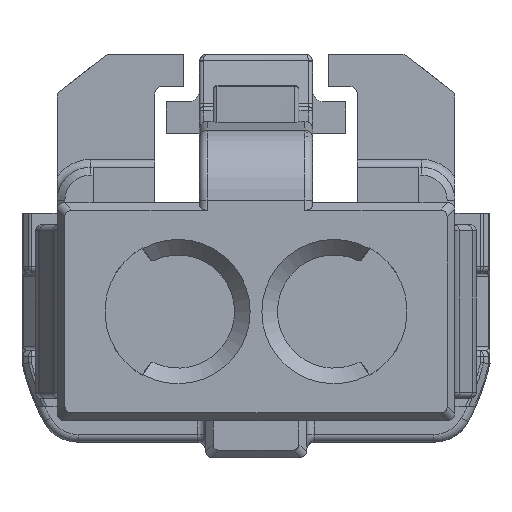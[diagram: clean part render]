
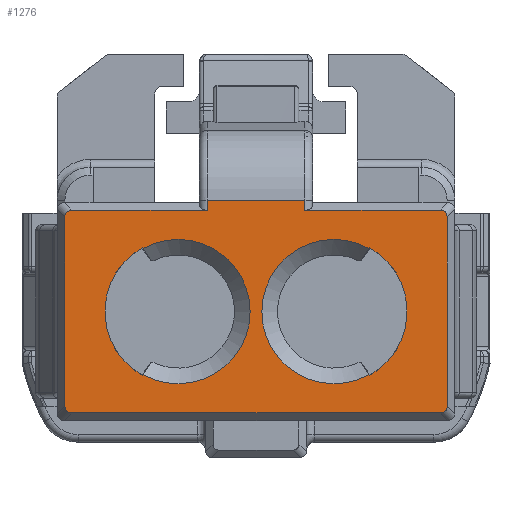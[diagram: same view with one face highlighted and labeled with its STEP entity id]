
A CAD part, front view. The second image highlights one B-rep face of the part: STEP entity #1276.
In plain terms, the highlighted planar face has unit normal (0, -1, 0).
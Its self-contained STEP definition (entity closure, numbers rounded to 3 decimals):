
#153=FACE_BOUND('',#2828,.T.);
#154=FACE_BOUND('',#2829,.T.);
#155=FACE_BOUND('',#2830,.T.);
#442=ELLIPSE('',#11057,0.258,0.2);
#443=ELLIPSE('',#11058,0.258,0.2);
#444=ELLIPSE('',#11059,0.258,0.2);
#445=ELLIPSE('',#11060,0.258,0.2);
#726=CIRCLE('',#10906,1.875);
#728=CIRCLE('',#10911,1.875);
#793=CIRCLE('',#11055,1.85);
#794=CIRCLE('',#11056,1.85);
#1276=ADVANCED_FACE('',(#153,#154,#155),#1908,.T.);
#1908=PLANE('',#11061);
#2828=EDGE_LOOP('',(#3895,#3896,#3897,#3898));
#2829=EDGE_LOOP('',(#3899,#3900,#3901,#3902));
#2830=EDGE_LOOP('',(#3903,#3904,#3905,#3906,#3907,#3908,#3909,#3910,#3911,
#3912,#3913,#3914));
#3895=ORIENTED_EDGE('',*,*,#7639,.F.);
#3896=ORIENTED_EDGE('',*,*,#7973,.F.);
#3897=ORIENTED_EDGE('',*,*,#7642,.F.);
#3898=ORIENTED_EDGE('',*,*,#7622,.T.);
#3899=ORIENTED_EDGE('',*,*,#7631,.F.);
#3900=ORIENTED_EDGE('',*,*,#7974,.F.);
#3901=ORIENTED_EDGE('',*,*,#7634,.F.);
#3902=ORIENTED_EDGE('',*,*,#7626,.T.);
#3903=ORIENTED_EDGE('',*,*,#7975,.T.);
#3904=ORIENTED_EDGE('',*,*,#7976,.T.);
#3905=ORIENTED_EDGE('',*,*,#7977,.T.);
#3906=ORIENTED_EDGE('',*,*,#7978,.T.);
#3907=ORIENTED_EDGE('',*,*,#7979,.T.);
#3908=ORIENTED_EDGE('',*,*,#7980,.T.);
#3909=ORIENTED_EDGE('',*,*,#7981,.T.);
#3910=ORIENTED_EDGE('',*,*,#7982,.T.);
#3911=ORIENTED_EDGE('',*,*,#7983,.T.);
#3912=ORIENTED_EDGE('',*,*,#7984,.T.);
#3913=ORIENTED_EDGE('',*,*,#7985,.T.);
#3914=ORIENTED_EDGE('',*,*,#7986,.T.);
#6642=VERTEX_POINT('',#15365);
#6644=VERTEX_POINT('',#15370);
#6669=VERTEX_POINT('',#15428);
#6670=VERTEX_POINT('',#15430);
#6673=VERTEX_POINT('',#15437);
#6674=VERTEX_POINT('',#15439);
#6677=VERTEX_POINT('',#15452);
#6680=VERTEX_POINT('',#15460);
#6683=VERTEX_POINT('',#15476);
#6686=VERTEX_POINT('',#15484);
#6966=VERTEX_POINT('',#16455);
#6967=VERTEX_POINT('',#16458);
#6968=VERTEX_POINT('',#16460);
#6969=VERTEX_POINT('',#16462);
#6970=VERTEX_POINT('',#16464);
#6971=VERTEX_POINT('',#16466);
#6972=VERTEX_POINT('',#16468);
#6973=VERTEX_POINT('',#16470);
#6974=VERTEX_POINT('',#16472);
#6975=VERTEX_POINT('',#16474);
#7622=EDGE_CURVE('',#6670,#6669,#726,.T.);
#7626=EDGE_CURVE('',#6674,#6673,#728,.T.);
#7631=EDGE_CURVE('',#6677,#6673,#9197,.T.);
#7634=EDGE_CURVE('',#6674,#6680,#9200,.T.);
#7639=EDGE_CURVE('',#6683,#6669,#9203,.T.);
#7642=EDGE_CURVE('',#6670,#6686,#9206,.T.);
#7973=EDGE_CURVE('',#6686,#6683,#793,.T.);
#7974=EDGE_CURVE('',#6680,#6677,#794,.T.);
#7975=EDGE_CURVE('',#6966,#6642,#9401,.T.);
#7976=EDGE_CURVE('',#6642,#6644,#9402,.T.);
#7977=EDGE_CURVE('',#6644,#6967,#9403,.T.);
#7978=EDGE_CURVE('',#6967,#6968,#9404,.T.);
#7979=EDGE_CURVE('',#6968,#6969,#442,.T.);
#7980=EDGE_CURVE('',#6969,#6970,#9405,.T.);
#7981=EDGE_CURVE('',#6970,#6971,#443,.T.);
#7982=EDGE_CURVE('',#6971,#6972,#9406,.T.);
#7983=EDGE_CURVE('',#6972,#6973,#444,.T.);
#7984=EDGE_CURVE('',#6973,#6974,#9407,.T.);
#7985=EDGE_CURVE('',#6974,#6975,#445,.T.);
#7986=EDGE_CURVE('',#6975,#6966,#9408,.T.);
#9197=LINE('',#15453,#10055);
#9200=LINE('',#15459,#10058);
#9203=LINE('',#15477,#10061);
#9206=LINE('',#15483,#10064);
#9401=LINE('',#16454,#10259);
#9402=LINE('',#16456,#10260);
#9403=LINE('',#16457,#10261);
#9404=LINE('',#16459,#10262);
#9405=LINE('',#16463,#10263);
#9406=LINE('',#16467,#10264);
#9407=LINE('',#16471,#10265);
#9408=LINE('',#16475,#10266);
#10055=VECTOR('',#12171,1.);
#10058=VECTOR('',#12176,1.);
#10061=VECTOR('',#12181,1.);
#10064=VECTOR('',#12186,1.);
#10259=VECTOR('',#12661,1.);
#10260=VECTOR('',#12662,1.);
#10261=VECTOR('',#12663,1.);
#10262=VECTOR('',#12664,1.);
#10263=VECTOR('',#12667,1.);
#10264=VECTOR('',#12670,1.);
#10265=VECTOR('',#12673,1.);
#10266=VECTOR('',#12676,1.);
#10906=AXIS2_PLACEMENT_3D('',#15429,#12153,#12154);
#10911=AXIS2_PLACEMENT_3D('',#15438,#12163,#12164);
#11055=AXIS2_PLACEMENT_3D('',#16452,#12657,#12658);
#11056=AXIS2_PLACEMENT_3D('',#16453,#12659,#12660);
#11057=AXIS2_PLACEMENT_3D('',#16461,#12665,#12666);
#11058=AXIS2_PLACEMENT_3D('',#16465,#12668,#12669);
#11059=AXIS2_PLACEMENT_3D('',#16469,#12671,#12672);
#11060=AXIS2_PLACEMENT_3D('',#16473,#12674,#12675);
#11061=AXIS2_PLACEMENT_3D('',#16476,#12677,#12678);
#12153=DIRECTION('',(0.,1.,0.));
#12154=DIRECTION('',(0.,0.,-1.));
#12163=DIRECTION('',(0.,1.,0.));
#12164=DIRECTION('',(0.,0.,1.));
#12171=DIRECTION('',(0.574,0.,-0.819));
#12176=DIRECTION('',(-0.574,0.,-0.819));
#12181=DIRECTION('',(-0.574,0.,0.819));
#12186=DIRECTION('',(0.574,0.,0.819));
#12657=DIRECTION('',(0.,-1.,0.));
#12658=DIRECTION('',(0.,0.,-1.));
#12659=DIRECTION('',(0.,-1.,0.));
#12660=DIRECTION('',(0.,0.,1.));
#12661=DIRECTION('',(0.,0.,1.));
#12662=DIRECTION('',(-1.,0.,0.));
#12663=DIRECTION('',(0.,0.,-1.));
#12664=DIRECTION('',(-1.,0.,0.));
#12665=DIRECTION('',(0.,-1.,0.));
#12666=DIRECTION('',(0.707,0.,-0.707));
#12667=DIRECTION('',(0.,0.,-1.));
#12668=DIRECTION('',(0.,-1.,0.));
#12669=DIRECTION('',(0.707,0.,0.707));
#12670=DIRECTION('',(1.,0.,0.));
#12671=DIRECTION('',(0.,-1.,0.));
#12672=DIRECTION('',(-0.707,0.,0.707));
#12673=DIRECTION('',(0.,0.,1.));
#12674=DIRECTION('',(0.,-1.,0.));
#12675=DIRECTION('',(-0.707,0.,-0.707));
#12676=DIRECTION('',(-1.,0.,0.));
#12677=DIRECTION('',(0.,-1.,0.));
#12678=DIRECTION('',(0.,0.,-1.));
#15365=CARTESIAN_POINT('',(1.25,0.,2.858));
#15370=CARTESIAN_POINT('',(-1.25,0.,2.858));
#15428=CARTESIAN_POINT('',(-2.909,0.,1.64));
#15429=CARTESIAN_POINT('',(-2.,0.,0.));
#15430=CARTESIAN_POINT('',(-2.909,0.,-1.64));
#15437=CARTESIAN_POINT('',(2.909,0.,-1.64));
#15438=CARTESIAN_POINT('',(2.,0.,0.));
#15439=CARTESIAN_POINT('',(2.909,0.,1.64));
#15452=CARTESIAN_POINT('',(2.895,0.,-1.619));
#15453=CARTESIAN_POINT('',(1.182,0.,0.828));
#15459=CARTESIAN_POINT('',(1.182,0.,-0.828));
#15460=CARTESIAN_POINT('',(2.895,0.,1.619));
#15476=CARTESIAN_POINT('',(-2.895,0.,1.619));
#15477=CARTESIAN_POINT('',(-1.182,0.,-0.828));
#15483=CARTESIAN_POINT('',(-1.182,0.,0.828));
#15484=CARTESIAN_POINT('',(-2.895,0.,-1.619));
#16452=CARTESIAN_POINT('',(-2.,0.,0.));
#16453=CARTESIAN_POINT('',(2.,0.,0.));
#16454=CARTESIAN_POINT('',(1.25,0.,2.858));
#16455=CARTESIAN_POINT('',(1.25,0.,2.6));
#16456=CARTESIAN_POINT('',(0.,0.,
2.858));
#16457=CARTESIAN_POINT('',(-1.25,0.,2.225));
#16458=CARTESIAN_POINT('',(-1.25,0.,2.6));
#16459=CARTESIAN_POINT('',(0.,0.,2.6));
#16460=CARTESIAN_POINT('',(-4.727,0.,2.6));
#16461=CARTESIAN_POINT('',(-4.669,0.,2.369));
#16462=CARTESIAN_POINT('',(-4.9,0.,2.427));
#16463=CARTESIAN_POINT('',(-4.9,0.,0.));
#16464=CARTESIAN_POINT('',(-4.9,0.,-2.427));
#16465=CARTESIAN_POINT('',(-4.669,0.,-2.369));
#16466=CARTESIAN_POINT('',(-4.727,0.,-2.6));
#16467=CARTESIAN_POINT('',(0.,0.,-2.6));
#16468=CARTESIAN_POINT('',(4.727,0.,-2.6));
#16469=CARTESIAN_POINT('',(4.669,0.,-2.369));
#16470=CARTESIAN_POINT('',(4.9,0.,-2.427));
#16471=CARTESIAN_POINT('',(4.9,0.,0.));
#16472=CARTESIAN_POINT('',(4.9,0.,2.427));
#16473=CARTESIAN_POINT('',(4.669,0.,2.369));
#16474=CARTESIAN_POINT('',(4.727,0.,2.6));
#16475=CARTESIAN_POINT('',(0.,0.,2.6));
#16476=CARTESIAN_POINT('',(0.,0.,0.));
